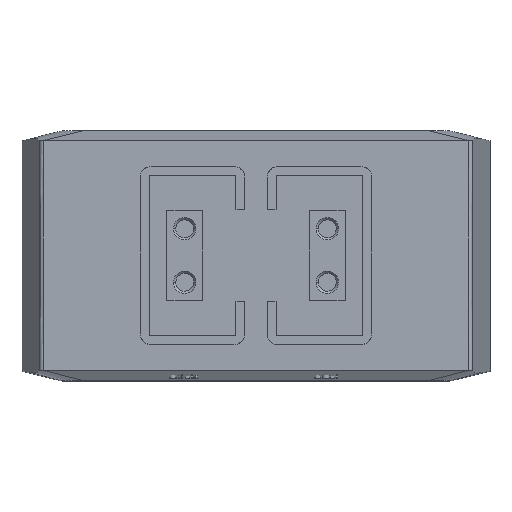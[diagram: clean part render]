
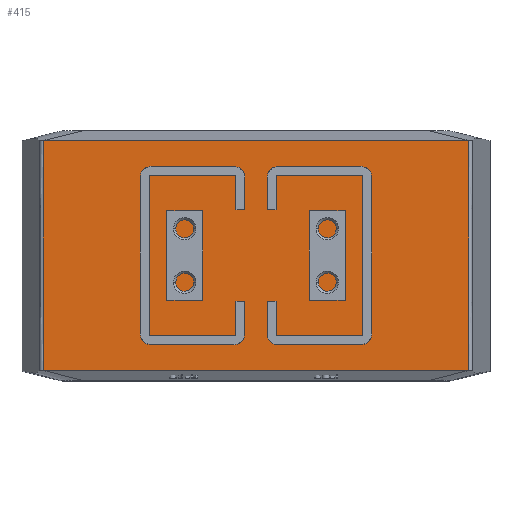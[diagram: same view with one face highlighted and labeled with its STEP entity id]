
A CAD part, top view. The second image highlights one B-rep face of the part: STEP entity #415.
In plain terms, the highlighted free-form (B-spline) face has degree [1, 1] with [2, 2] control points.
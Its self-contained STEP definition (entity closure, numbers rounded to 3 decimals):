
#415=ADVANCED_FACE('',(#637),#3111,.T.);
#637=FACE_OUTER_BOUND('',#872,.T.);
#872=EDGE_LOOP('',(#1809,#1810,#1811,#1812));
#1809=ORIENTED_EDGE('',*,*,#2537,.T.);
#1810=ORIENTED_EDGE('',*,*,#2542,.F.);
#1811=ORIENTED_EDGE('',*,*,#2538,.T.);
#1812=ORIENTED_EDGE('',*,*,#2540,.T.);
#2537=EDGE_CURVE('',#2933,#2934,#8587,.T.);
#2538=EDGE_CURVE('',#2935,#2936,#8588,.T.);
#2540=EDGE_CURVE('',#2936,#2933,#8590,.T.);
#2542=EDGE_CURVE('',#2935,#2934,#8592,.T.);
#2933=VERTEX_POINT('',#8079);
#2934=VERTEX_POINT('',#8080);
#2935=VERTEX_POINT('',#8081);
#2936=VERTEX_POINT('',#8082);
#3111=B_SPLINE_SURFACE_WITH_KNOTS('',1,1,((#7679,#7680),(#7681,#7682)),.UNSPECIFIED.,
.F.,.F.,.F.,(2,2),(2,2),(4.82,100.18),(2.262,
53.738),.UNSPECIFIED.);
#7315=CARTESIAN_POINT('',(4.82,53.738,110.));
#7316=CARTESIAN_POINT('',(4.82,36.579,110.));
#7317=CARTESIAN_POINT('',(4.82,19.421,110.));
#7318=CARTESIAN_POINT('',(4.82,2.262,110.));
#7319=CARTESIAN_POINT('',(100.18,2.262,110.));
#7320=CARTESIAN_POINT('',(100.18,19.421,110.));
#7321=CARTESIAN_POINT('',(100.18,36.579,110.));
#7322=CARTESIAN_POINT('',(100.18,53.738,110.));
#7327=CARTESIAN_POINT('',(100.18,53.738,110.));
#7328=CARTESIAN_POINT('',(68.393,53.738,110.));
#7329=CARTESIAN_POINT('',(36.607,53.738,110.));
#7330=CARTESIAN_POINT('',(4.82,53.738,110.));
#7335=CARTESIAN_POINT('',(100.18,2.262,110.));
#7336=CARTESIAN_POINT('',(68.393,2.262,110.));
#7337=CARTESIAN_POINT('',(36.607,2.262,110.));
#7338=CARTESIAN_POINT('',(4.82,2.262,110.));
#7679=CARTESIAN_POINT('',(100.18,53.738,110.));
#7680=CARTESIAN_POINT('',(100.18,2.262,110.));
#7681=CARTESIAN_POINT('',(4.82,53.738,110.));
#7682=CARTESIAN_POINT('',(4.82,2.262,110.));
#8079=CARTESIAN_POINT('',(4.82,53.738,110.));
#8080=CARTESIAN_POINT('',(4.82,2.262,110.));
#8081=CARTESIAN_POINT('',(100.18,2.262,110.));
#8082=CARTESIAN_POINT('',(100.18,53.738,110.));
#8587=B_SPLINE_CURVE_WITH_KNOTS('',3,(#7315,#7316,#7317,#7318),.UNSPECIFIED.,
.F.,.F.,(4,4),(-52.674,-1.198),.UNSPECIFIED.);
#8588=B_SPLINE_CURVE_WITH_KNOTS('',3,(#7319,#7320,#7321,#7322),.UNSPECIFIED.,
.F.,.F.,(4,4),(1.198,52.674),.UNSPECIFIED.);
#8590=B_SPLINE_CURVE_WITH_KNOTS('',3,(#7327,#7328,#7329,#7330),.UNSPECIFIED.,
.F.,.F.,(4,4),(-100.18,-4.82),.UNSPECIFIED.);
#8592=B_SPLINE_CURVE_WITH_KNOTS('',3,(#7335,#7336,#7337,#7338),.UNSPECIFIED.,
.F.,.F.,(4,4),(-100.18,-4.82),.UNSPECIFIED.);
